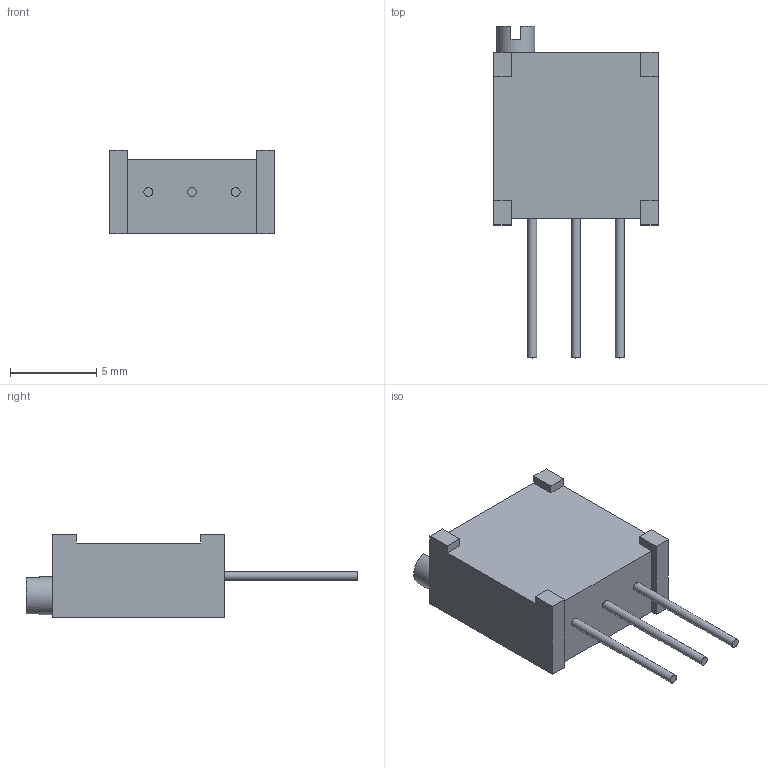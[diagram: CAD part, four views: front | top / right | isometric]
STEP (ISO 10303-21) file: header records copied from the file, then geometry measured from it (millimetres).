
FILE_DESCRIPTION (( 'STEP AP214' ), '1' );
FILE_NAME ('3296W-1-103RLF.STEP', '2022-03-12T03:32:22', ( '' ), ( '' ), 'SwSTEP 2.0', 'SolidWorks 2017', '' );
FILE_SCHEMA (( 'AUTOMOTIVE_DESIGN' ));
Length unit declared in the file: millimetre
Products named in the file (1): 3296W-1-103RLF
Bounding box: 9.53 x 19.27 x 4.83 mm (x, y, z)
Volume: 414.1 mm3; surface area: 428.2 mm2
Topology: 5 solids, 5 shells, 36 faces, 78 edges, 52 vertices
Faces by surface type: plane 32, cylinder 4
Full cylindrical faces by diameter (mm): 0.51 x3, 2.19 x1
Entity records: 1014 total; most frequent: CARTESIAN_POINT 161, DIRECTION 158, ORIENTED_EDGE 146, EDGE_CURVE 73, VECTOR 62, LINE 62, VERTEX_POINT 51, AXIS2_PLACEMENT_3D 48
